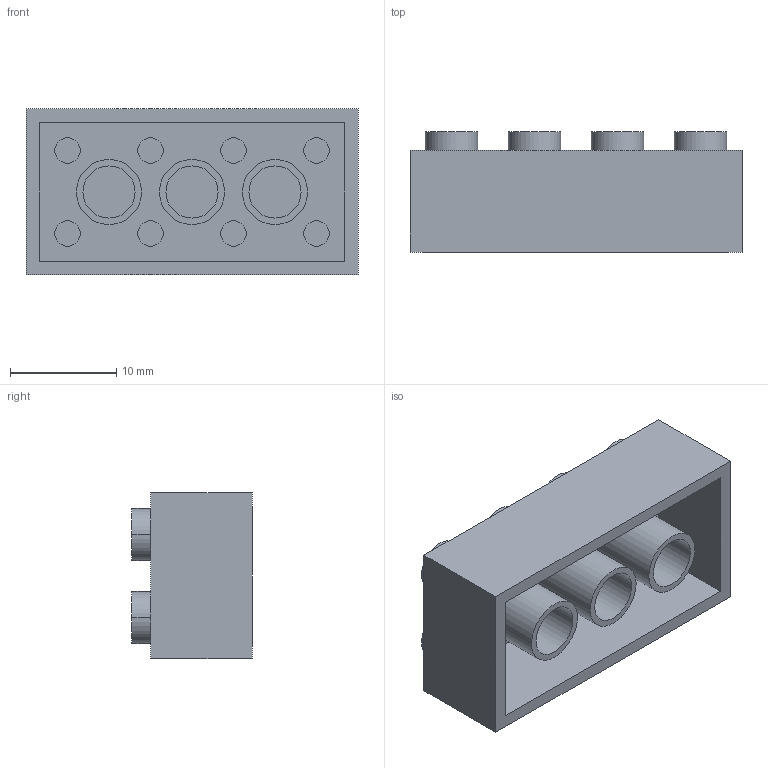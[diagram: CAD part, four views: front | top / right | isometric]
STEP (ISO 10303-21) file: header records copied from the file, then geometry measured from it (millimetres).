
FILE_DESCRIPTION((''),'1');
FILE_NAME('BRICK_THICK','2000-08-24T',('ujkopena'),(''),'PRO/ENGINEER BY PARAMETRIC TECHNOLOGY CORPORATION, 1999390','PRO/ENGINEER BY PARAMETRIC TECHNOLOGY CORPORATION, 1999390','');
FILE_SCHEMA(('CONFIG_CONTROL_DESIGN'));
Length unit declared in the file: metre
Products named in the file (1): BRICK_THICK
Bounding box: 31.2 x 11.33 x 15.6 mm (x, y, z)
Volume: 2029.1 mm3; surface area: 3712.2 mm2
Topology: 1 solids, 1 shells, 77 faces, 156 edges, 104 vertices
Faces by surface type: cylinder 44, plane 33
Entity records: 2096 total; most frequent: DIRECTION 398, CARTESIAN_POINT 337, ORIENTED_EDGE 312, AXIS2_PLACEMENT_3D 165, EDGE_CURVE 156, VERTEX_POINT 104, EDGE_LOOP 100, CIRCLE 88
